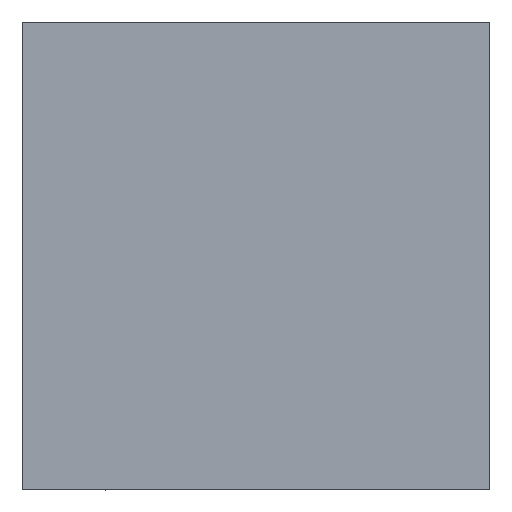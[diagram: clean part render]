
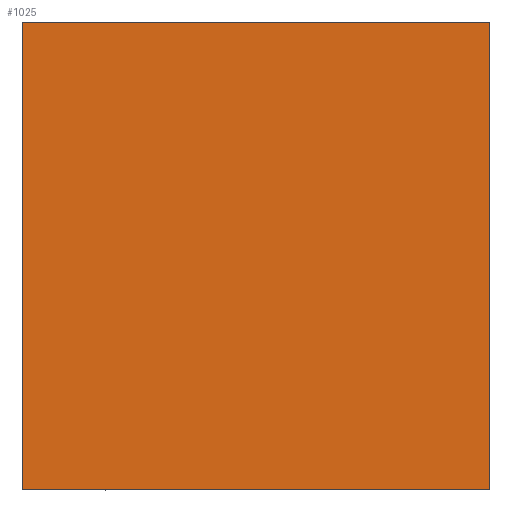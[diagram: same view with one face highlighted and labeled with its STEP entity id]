
A CAD part, top view. The second image highlights one B-rep face of the part: STEP entity #1025.
In plain terms, the highlighted planar face has unit normal (0, 0, 1).
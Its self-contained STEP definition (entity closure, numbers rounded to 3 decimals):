
#1025=ADVANCED_FACE('',(#2003),#2004,.T.);
#2003=FACE_OUTER_BOUND('',#2993,.T.);
#2004=PLANE('',#2994);
#2993=EDGE_LOOP('',(#5731,#5732,#5733,#5734));
#2994=AXIS2_PLACEMENT_3D('',#5735,#5736,#5737);
#5731=ORIENTED_EDGE('',*,*,#6743,.F.);
#5732=ORIENTED_EDGE('',*,*,#6653,.F.);
#5733=ORIENTED_EDGE('',*,*,#6632,.F.);
#5734=ORIENTED_EDGE('',*,*,#6590,.F.);
#5735=CARTESIAN_POINT('',(0.,0.,0.75));
#5736=DIRECTION('',(0.0,0.0,1.0));
#5737=DIRECTION('',(1.0,0.0,0.0));
#6590=EDGE_CURVE('',#8107,#8109,#8110,.T.);
#6632=EDGE_CURVE('',#8109,#8166,#8167,.T.);
#6653=EDGE_CURVE('',#8166,#8194,#8195,.T.);
#6743=EDGE_CURVE('',#8194,#8107,#8313,.T.);
#8107=VERTEX_POINT('',#10202);
#8109=VERTEX_POINT('',#10205);
#8110=LINE('',#10206,#10207);
#8166=VERTEX_POINT('',#10288);
#8167=LINE('',#10289,#10290);
#8194=VERTEX_POINT('',#10328);
#8195=LINE('',#10329,#10330);
#8313=LINE('',#10497,#10498);
#10202=CARTESIAN_POINT('',(-1.75,-1.75,0.75));
#10205=CARTESIAN_POINT('',(-1.75,1.75,0.75));
#10206=CARTESIAN_POINT('',(-1.75,1.75,0.75));
#10207=VECTOR('',#11467,1.0);
#10288=CARTESIAN_POINT('',(1.75,1.75,0.75));
#10289=CARTESIAN_POINT('',(1.75,1.75,0.75));
#10290=VECTOR('',#11502,1.0);
#10328=CARTESIAN_POINT('',(1.75,-1.75,0.75));
#10329=CARTESIAN_POINT('',(1.75,-1.75,0.75));
#10330=VECTOR('',#11520,1.0);
#10497=CARTESIAN_POINT('',(-1.75,-1.75,0.75));
#10498=VECTOR('',#11597,1.0);
#11467=DIRECTION('',(0.,1.0,0.0));
#11502=DIRECTION('',(1.0,0.,0.0));
#11520=DIRECTION('',(0.,-1.0,0.0));
#11597=DIRECTION('',(-1.0,0.,-0.0));
